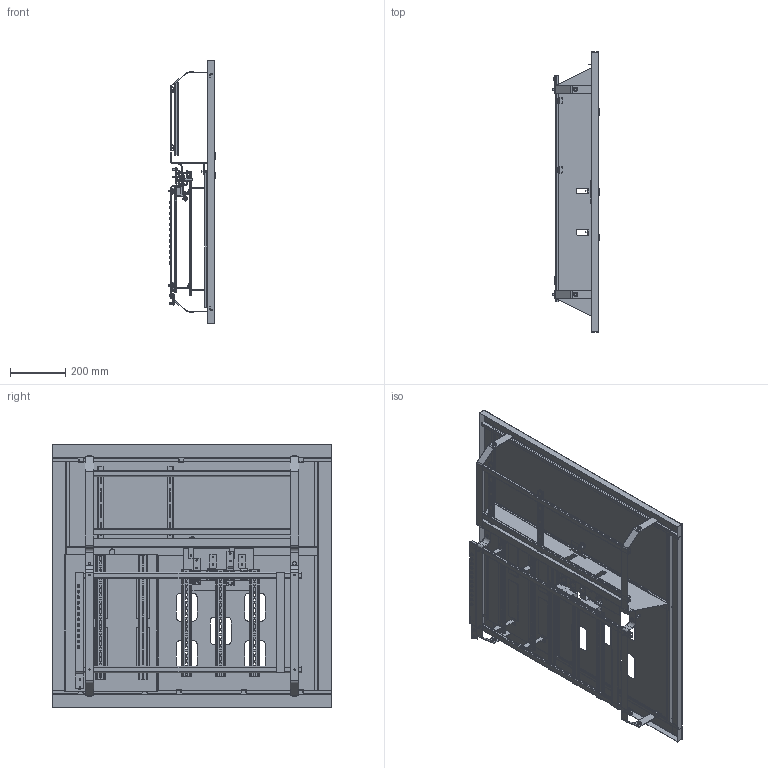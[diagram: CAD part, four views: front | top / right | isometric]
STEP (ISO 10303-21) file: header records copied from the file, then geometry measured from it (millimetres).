
FILE_DESCRIPTION (( 'STEP AP203' ), '1' );
FILE_NAME ('mb10-v-5z ÙÝ5 êâ. ñëàáîòî÷êà ñëåâà.STEP', '2021-11-25T14:12:56', ( '' ), ( '' ), 'SwSTEP 2.0', 'SolidWorks 2021', '' );
FILE_SCHEMA (( 'CONFIG_CONTROL_DESIGN' ));
Length unit declared in the file: millimetre
Products named in the file (61): ÙÝ7.00.00.004 Ãàéêà çàêëàäíàÿ_00; Ïðîêëàäêà ìåòàëëè÷åñêàÿ; Äèí-ðåéêà TS 35õ7,5_385; 欼7.00.00.006 扰鍙欙樥燲00; 佥7.04.00.001 拟屦黖00; ÙÝ7.10.00.005 Øèíêà PE_00; ÙÝ7-Ç.01.00.003 Ïåðåãîðîäêà_00; Âèíò Ì4 ÃÎÑÒ17473-78_4å10; ÙÝ7-Ç.02.00.000 Äâåðü ðàñïðåäåëèòåëüíîãî îòñåêà._00; 剒蜲錪 52擤; Ïðîêëàäêà ìåòàëëè÷åñêàÿ 2; 佥7.01.00.005 橡铘桦黖00; 欼7.02.00.002 栴鍕趌00; ÙÝ7.05.00.002 Ïëàñòèíà ïîïåðå÷íàÿ_00; Ãàéêà ÃÎÑÒ 5927-70_8.6G.8; mb10-v-5z ÙÝ5 êâ. ñëàáîòî÷êà ñëåâà; Äèí-ðåéêà TS 35õ7,5_450; ÙÝ7.11.00.000 Êîëîäêà PE è N ñáîðíàÿ_01; ÙÝ7.05.00.003 Ïëàñòèíà ïîïåðå÷íàÿ_00; 欼7.10.00.004 砎鳽鳻_00; ÙÝ7.10.00.001 Èçîëÿòîð_00; Ãàéêà; ��1_�.03.00.000 ����� �������� ������_05 �� 5 ��.; Âíóòðåííåå òåëî çàìêà; ÙÝ7-Ç.00.00.002 Ýêðàí çàùèòíûé_00; Washer 6402_3_gost_丐ｩ｡ 2 6 ヮ葬 6402-70; ÙÝ7.01.00.001 Ñòîéêà âåðòèêàëüíàÿ_00; 剒蜲錪 45擤; 佥7.05.00.001 橡铘桦黖00; ﾘ琺矜 01.019 ﾃﾎﾑﾒ11371-78_5; 欼7.01.00.004 扰鍙欙樥燲00; Âèíò Ì5 ÃÎÑÒ17473-78_5å10; pan head cross recess screw_din_ISO 7045 - M4 x 6 - Z --- 6N; 佥7.00.00.003 橡铘桦黖00; ÙÝ7.10.00.000 Êîëîäêà PE è N ñáîðíàÿ_00; 佥7.02.00.001 拟屦黖00; Øïëèíò ÃÎÑÒ 397-79_2å16.016; 欼7.10.00.003 栴鍕趌00; ÙÝ7.01.00.006 Ïåòëÿ_00; ﾙﾝ1-ﾇ.03.01.000 ﾄ粢_05 劑 5 ｪ｢. ...
Assembly tree (191 placements, depth 5):
  mb10-v-5z ÙÝ5 êâ. ñëàáîòî÷êà ñëåâà
    ﾙﾝ1-ﾇ.00.00.000 ﾙ頸 跫隆_05 劑 5 ｪ｢.
      ÙÝ7-Ç.01.00.000 Êàðêàñ_00
        ÙÝ7.01.00.001 Ñòîéêà âåðòèêàëüíàÿ_00  x2
        欼7.01.00.002 砐櫇謥玁縺_00  x2
        欼7.01.00.004 扰鍙欙樥燲00  x2
        ÙÝ7-Ç.01.00.003 Ïåðåãîðîäêà_00
        佥7.01.00.005 橡铘桦黖00  x2
        ÙÝ7.01.00.006 Ïåòëÿ_00  x8
      ÙÝ7-Ç.02.00.000 Äâåðü ðàñïðåäåëèòåëüíîãî îòñåêà._00
        ﾙﾝ7-ﾇ.02.01.000 ﾄ粢_00
          佥7.02.00.001 拟屦黖00
          欼7.02.00.002 栴鍕趌00  x2
        ����� ��������_������ 45��
          Òåëî çàìêà
          Ïðîêëàäêà ìåòàëëè÷åñêàÿ
          剒蜲錪 45擤
          Washer 6402_3_gost_丐ｩ｡ 2 6 ヮ葬 6402-70
          Ïðîêëàäêà
          pan head cross recess screw_din_ISO 7045 - M4 x 6 - Z --- 6N
          Ïðîêëàäêà ìåòàëëè÷åñêàÿ 2
          Ãàéêà
          Âíóòðåííåå òåëî çàìêà
          剒蜲錪 52擤
      ÙÝ7-Ç.04.00.000 Äâåðü ñëàáîòî÷íîãî îòñåêà_00
        ﾙﾝ7-ﾇ.04.01.000 ﾄ粢_00
          佥7.04.00.001 拟屦黖00
          欼7.02.00.002 栴鍕趌00  x3
        ����� ��������_������ 45��
          Òåëî çàìêà
          Ïðîêëàäêà ìåòàëëè÷åñêàÿ
          剒蜲錪 45擤
          Washer 6402_3_gost_丐ｩ｡ 2 6 ヮ葬 6402-70
          Ïðîêëàäêà
          pan head cross recess screw_din_ISO 7045 - M4 x 6 - Z --- 6N
          Ïðîêëàäêà ìåòàëëè÷åñêàÿ 2
          Ãàéêà
          Âíóòðåííåå òåëî çàìêà
          剒蜲錪 52擤
      ��1_�.03.00.000 ����� �������� ������_05 �� 5 ��.
        ﾙﾝ1-ﾇ.03.01.000 ﾄ粢_05 劑 5 ｪ｢.
          ﾙﾝ1-ﾇ.03.00.001 ﾄ粢_05 劑 5 ｪ｢.
          欼7.02.00.002 栴鍕趌00  x3
        ����� ��������_������ 45��
          Òåëî çàìêà
          Ïðîêëàäêà ìåòàëëè÷åñêàÿ
          剒蜲錪 45擤
          Washer 6402_3_gost_丐ｩ｡ 2 6 ヮ葬 6402-70
          Ïðîêëàäêà
          pan head cross recess screw_din_ISO 7045 - M4 x 6 - Z --- 6N
          Ïðîêëàäêà ìåòàëëè÷åñêàÿ 2
          Ãàéêà
          Âíóòðåííåå òåëî çàìêà
          剒蜲錪 52擤
      ÙÝ7.05.00.000 Ðàìà ìîíòàæíàÿ_00
        佥7.05.00.001 橡铘桦黖00  x2
        ÙÝ7.05.00.002 Ïëàñòèíà ïîïåðå÷íàÿ_00
        ÙÝ7.05.00.003 Ïëàñòèíà ïîïåðå÷íàÿ_00
      佥7.00.00.003 橡铘桦黖00  x2
      ÙÝ7.00.00.004 Ãàéêà çàêëàäíàÿ_00  x16
Bounding box: 171.9 x 1010 x 950 mm (x, y, z)
Volume: 2249245 mm3; surface area: 4029428.9 mm2
Topology: 197 solids, 197 shells, 4789 faces, 11505 edges, 7227 vertices
Faces by surface type: plane 2593, cylinder 1661, cone 240, torus 120, sphere 108, bspline 67
Entity records: 69504 total; most frequent: CARTESIAN_POINT 15922, DIRECTION 9143, ORIENTED_EDGE 8952, EDGE_CURVE 4476, AXIS2_PLACEMENT_3D 3240, VERTEX_POINT 2944, VECTOR 2663, LINE 2663
